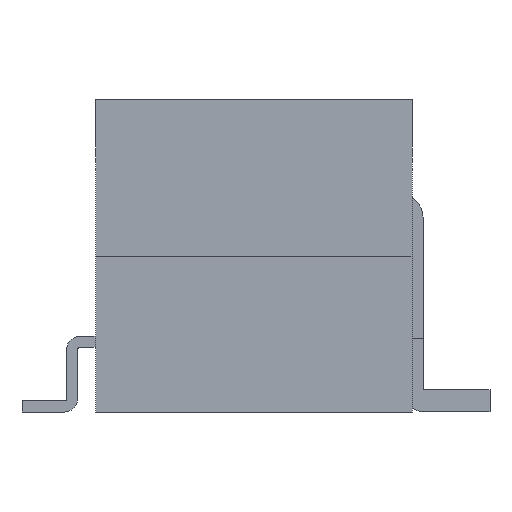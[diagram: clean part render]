
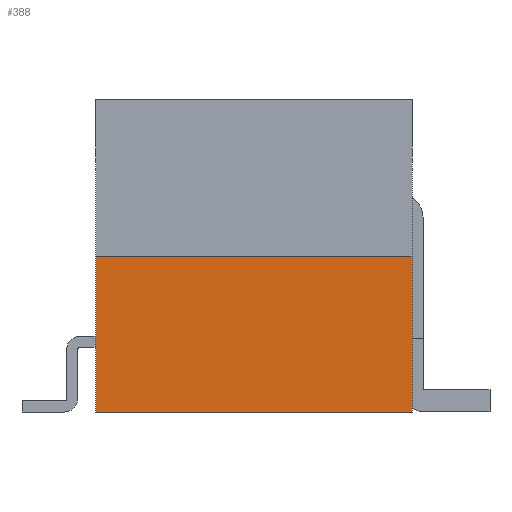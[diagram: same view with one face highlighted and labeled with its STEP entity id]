
A CAD part, left-side view. The second image highlights one B-rep face of the part: STEP entity #388.
In plain terms, the highlighted planar face has unit normal (-1, 0, 0).
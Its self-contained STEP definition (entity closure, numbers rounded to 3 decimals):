
#388 = ADVANCED_FACE( '', ( #915 ), #916, .T. );
#915 = FACE_OUTER_BOUND( '', #1747, .T. );
#916 = PLANE( '', #1748 );
#1747 = EDGE_LOOP( '', ( #2750, #2751, #2752, #2753 ) );
#1748 = AXIS2_PLACEMENT_3D( '', #2754, #2755, #2756 );
#2750 = ORIENTED_EDGE( '', *, *, #4953, .F. );
#2751 = ORIENTED_EDGE( '', *, *, #4954, .F. );
#2752 = ORIENTED_EDGE( '', *, *, #4955, .T. );
#2753 = ORIENTED_EDGE( '', *, *, #4956, .T. );
#2754 = CARTESIAN_POINT( '', ( -10.75, 7.1, -7. ) );
#2755 = DIRECTION( '', ( -1., 0., 0. ) );
#2756 = DIRECTION( '', ( 0., 0., 1. ) );
#4953 = EDGE_CURVE( '', #5924, #5925, #5926, .T. );
#4954 = EDGE_CURVE( '', #5927, #5924, #5928, .T. );
#4955 = EDGE_CURVE( '', #5927, #5929, #5930, .T. );
#4956 = EDGE_CURVE( '', #5929, #5925, #5931, .T. );
#5924 = VERTEX_POINT( '', #7408 );
#5925 = VERTEX_POINT( '', #7409 );
#5926 = LINE( '', #7410, #7411 );
#5927 = VERTEX_POINT( '', #7412 );
#5928 = LINE( '', #7413, #7414 );
#5929 = VERTEX_POINT( '', #7415 );
#5930 = LINE( '', #7416, #7417 );
#5931 = LINE( '', #7418, #7419 );
#7408 = CARTESIAN_POINT( '', ( -10.75, 7.1, 0. ) );
#7409 = CARTESIAN_POINT( '', ( -10.75, -7.1, 0. ) );
#7410 = CARTESIAN_POINT( '', ( -10.75, 7.1, 0. ) );
#7411 = VECTOR( '', #9469, 1000. );
#7412 = CARTESIAN_POINT( '', ( -10.75, 7.1, -7. ) );
#7413 = CARTESIAN_POINT( '', ( -10.75, 7.1, -7. ) );
#7414 = VECTOR( '', #9470, 1000. );
#7415 = CARTESIAN_POINT( '', ( -10.75, -7.1, -7. ) );
#7416 = CARTESIAN_POINT( '', ( -10.75, 7.1, -7. ) );
#7417 = VECTOR( '', #9471, 1000. );
#7418 = CARTESIAN_POINT( '', ( -10.75, -7.1, -7. ) );
#7419 = VECTOR( '', #9472, 1000. );
#9469 = DIRECTION( '', ( 0., -1., 0. ) );
#9470 = DIRECTION( '', ( 0., 0., 1. ) );
#9471 = DIRECTION( '', ( 0., -1., 0. ) );
#9472 = DIRECTION( '', ( 0., 0., 1. ) );
